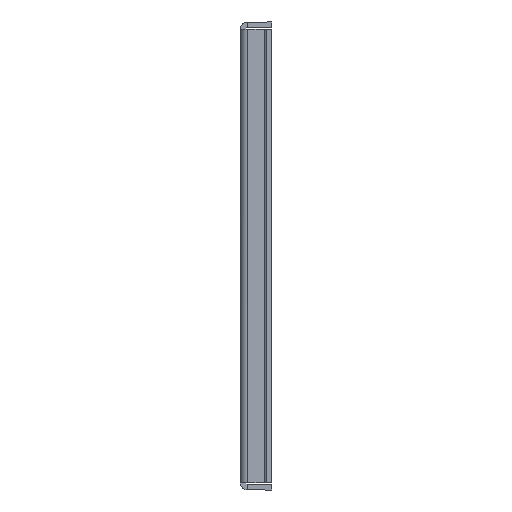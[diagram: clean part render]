
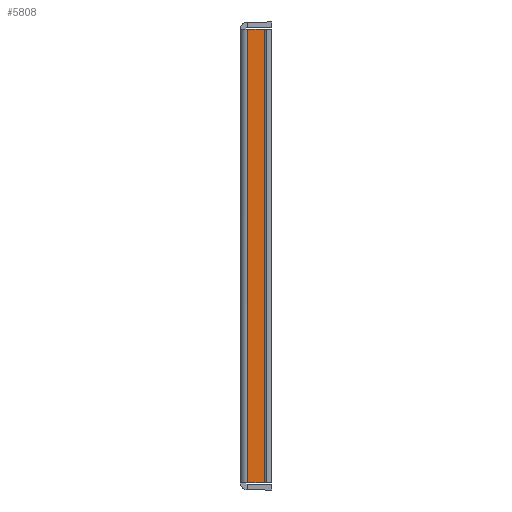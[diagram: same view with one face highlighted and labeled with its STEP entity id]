
A CAD part, left-side view. The second image highlights one B-rep face of the part: STEP entity #5808.
In plain terms, the highlighted planar face has unit normal (-1, 0, 0).
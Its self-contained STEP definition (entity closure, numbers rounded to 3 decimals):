
#152 = EDGE_CURVE ( 'NONE', #5607, #5273, #6655, .T. ) ;
#416 = VECTOR ( 'NONE', #1788, 1000. ) ;
#895 = VERTEX_POINT ( 'NONE', #4687 ) ;
#926 = AXIS2_PLACEMENT_3D ( 'NONE', #5753, #4586, #2163 ) ;
#974 = CARTESIAN_POINT ( 'NONE',  ( -211., -2.737, 87.293 ) ) ;
#1321 = EDGE_CURVE ( 'NONE', #7715, #895, #7195, .T. ) ;
#1372 = EDGE_LOOP ( 'NONE', ( #2808, #4303, #2401, #4842 ) ) ;
#1788 = DIRECTION ( 'NONE',  ( 0., 0., 1. ) ) ;
#1929 = CARTESIAN_POINT ( 'NONE',  ( -211., -9.263, -87.293 ) ) ;
#2160 = VECTOR ( 'NONE', #7238, 1000. ) ;
#2163 = DIRECTION ( 'NONE',  ( 0., 1., 0. ) ) ;
#2401 = ORIENTED_EDGE ( 'NONE', *, *, #6368, .F. ) ;
#2716 = LINE ( 'NONE', #7028, #7487 ) ;
#2808 = ORIENTED_EDGE ( 'NONE', *, *, #5207, .F. ) ;
#3072 = CARTESIAN_POINT ( 'NONE',  ( -211., -2.737, 90. ) ) ;
#3096 = CARTESIAN_POINT ( 'NONE',  ( -211., 0., -87.293 ) ) ;
#3185 = LINE ( 'NONE', #3072, #416 ) ;
#3252 = PLANE ( 'NONE',  #926 ) ;
#4062 = FACE_OUTER_BOUND ( 'NONE', #1372, .T. ) ;
#4275 = DIRECTION ( 'NONE',  ( 0., -1., 0. ) ) ;
#4303 = ORIENTED_EDGE ( 'NONE', *, *, #1321, .F. ) ;
#4586 = DIRECTION ( 'NONE',  ( 1., 0., 0. ) ) ;
#4687 = CARTESIAN_POINT ( 'NONE',  ( -211., -9.263, 87.293 ) ) ;
#4842 = ORIENTED_EDGE ( 'NONE', *, *, #152, .T. ) ;
#5207 = EDGE_CURVE ( 'NONE', #895, #5273, #2716, .T. ) ;
#5273 = VERTEX_POINT ( 'NONE', #1929 ) ;
#5607 = VERTEX_POINT ( 'NONE', #7828 ) ;
#5616 = VECTOR ( 'NONE', #4275, 1000. ) ;
#5753 = CARTESIAN_POINT ( 'NONE',  ( -211., 0., 0. ) ) ;
#5779 = DIRECTION ( 'NONE',  ( 0., 0., -1. ) ) ;
#5808 = ADVANCED_FACE ( 'NONE', ( #4062 ), #3252, .F. ) ;
#6368 = EDGE_CURVE ( 'NONE', #5607, #7715, #3185, .T. ) ;
#6578 = CARTESIAN_POINT ( 'NONE',  ( -211., -2., 87.293 ) ) ;
#6655 = LINE ( 'NONE', #3096, #5616 ) ;
#7028 = CARTESIAN_POINT ( 'NONE',  ( -211., -9.263, 87.293 ) ) ;
#7195 = LINE ( 'NONE', #6578, #2160 ) ;
#7238 = DIRECTION ( 'NONE',  ( 0., -1., 0. ) ) ;
#7487 = VECTOR ( 'NONE', #5779, 1000. ) ;
#7715 = VERTEX_POINT ( 'NONE', #974 ) ;
#7828 = CARTESIAN_POINT ( 'NONE',  ( -211., -2.737, -87.293 ) ) ;
